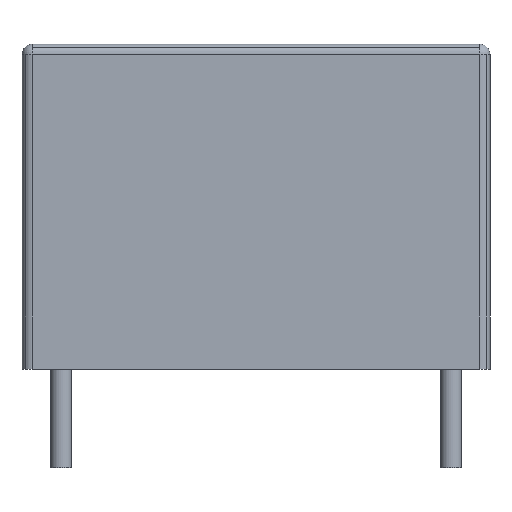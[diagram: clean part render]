
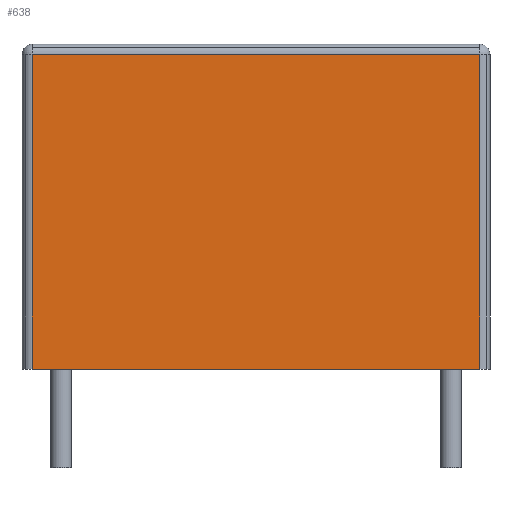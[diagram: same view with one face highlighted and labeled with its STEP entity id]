
A CAD part, front view. The second image highlights one B-rep face of the part: STEP entity #638.
In plain terms, the highlighted planar face has unit normal (0, -1, 0).
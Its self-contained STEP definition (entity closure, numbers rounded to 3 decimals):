
#164=CARTESIAN_POINT('',(-8.6,-3.0,0.0));
#165=VERTEX_POINT('',#164);
#173=CARTESIAN_POINT('',(-8.6,-3.0,12.1));
#174=VERTEX_POINT('',#173);
#175=CARTESIAN_POINT('',(-8.6,-3.0,0.0));
#176=DIRECTION('',(0.0,0.0,1.0));
#177=VECTOR('',#176,12.1);
#178=LINE('',#175,#177);
#179=EDGE_CURVE('',#165,#174,#178,.T.);
#468=CARTESIAN_POINT('',(8.6,-3.0,12.1));
#469=VERTEX_POINT('',#468);
#470=CARTESIAN_POINT('',(-8.6,-3.0,12.1));
#471=DIRECTION('',(1.0,0.0,0.0));
#472=VECTOR('',#471,17.2);
#473=LINE('',#470,#472);
#474=EDGE_CURVE('',#174,#469,#473,.T.);
#604=CARTESIAN_POINT('',(8.6,-3.0,0.0));
#605=VERTEX_POINT('',#604);
#606=CARTESIAN_POINT('',(8.6,-3.0,0.0));
#607=DIRECTION('',(0.0,0.0,1.0));
#608=VECTOR('',#607,12.1);
#609=LINE('',#606,#608);
#610=EDGE_CURVE('',#605,#469,#609,.T.);
#622=CARTESIAN_POINT('',(8.6,-3.0,0.0));
#623=DIRECTION('',(0.0,-1.0,0.0));
#624=DIRECTION('',(0.0,0.0,-1.0));
#625=AXIS2_PLACEMENT_3D('',#622,#623,#624);
#626=PLANE('',#625);
#627=ORIENTED_EDGE('',*,*,#474,.F.);
#628=ORIENTED_EDGE('',*,*,#179,.F.);
#629=CARTESIAN_POINT('',(-8.6,-3.0,0.0));
#630=DIRECTION('',(1.0,0.0,0.0));
#631=VECTOR('',#630,17.2);
#632=LINE('',#629,#631);
#633=EDGE_CURVE('',#165,#605,#632,.T.);
#634=ORIENTED_EDGE('',*,*,#633,.T.);
#635=ORIENTED_EDGE('',*,*,#610,.T.);
#636=EDGE_LOOP('',(#627,#628,#634,#635));
#637=FACE_OUTER_BOUND('',#636,.T.);
#638=ADVANCED_FACE('',(#637),#626,.T.);
